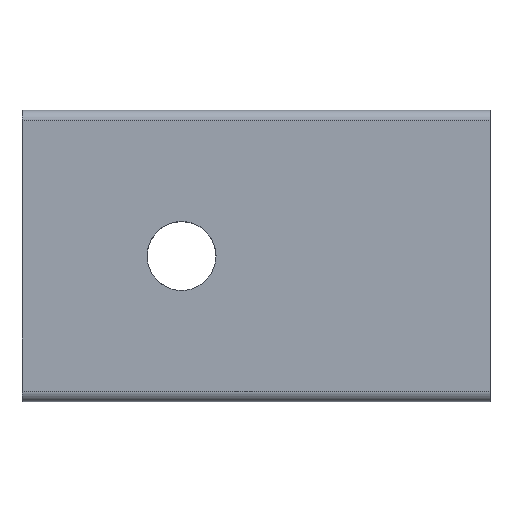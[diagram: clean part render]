
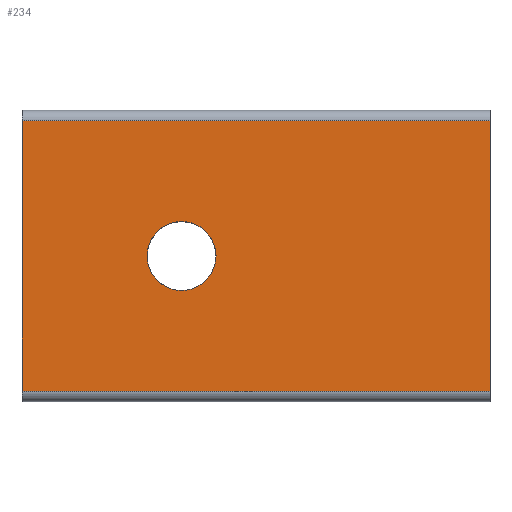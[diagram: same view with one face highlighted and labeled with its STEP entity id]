
A CAD part, top view. The second image highlights one B-rep face of the part: STEP entity #234.
In plain terms, the highlighted planar face has unit normal (0, 0, 1).
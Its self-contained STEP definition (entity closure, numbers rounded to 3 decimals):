
#15=FACE_BOUND('',#72,.T.);
#16=PLANE('',#272);
#26=LINE('',#440,#41);
#27=LINE('',#442,#42);
#28=LINE('',#444,#43);
#29=LINE('',#445,#44);
#41=VECTOR('',#316,1000.);
#42=VECTOR('',#317,1000.);
#43=VECTOR('',#318,1000.);
#44=VECTOR('',#319,1000.);
#59=FACE_OUTER_BOUND('',#71,.T.);
#71=EDGE_LOOP('',(#176,#177,#178,#179));
#72=EDGE_LOOP('',(#180));
#92=CIRCLE('',#273,1.621);
#114=VERTEX_POINT('',#438);
#115=VERTEX_POINT('',#439);
#116=VERTEX_POINT('',#441);
#117=VERTEX_POINT('',#443);
#118=VERTEX_POINT('',#446);
#139=EDGE_CURVE('',#114,#115,#26,.T.);
#140=EDGE_CURVE('',#116,#115,#27,.T.);
#141=EDGE_CURVE('',#117,#116,#28,.T.);
#142=EDGE_CURVE('',#117,#114,#29,.T.);
#143=EDGE_CURVE('',#118,#118,#92,.T.);
#176=ORIENTED_EDGE('',*,*,#139,.T.);
#177=ORIENTED_EDGE('',*,*,#140,.F.);
#178=ORIENTED_EDGE('',*,*,#141,.F.);
#179=ORIENTED_EDGE('',*,*,#142,.T.);
#180=ORIENTED_EDGE('',*,*,#143,.F.);
#234=ADVANCED_FACE('',(#59,#15),#16,.F.);
#272=AXIS2_PLACEMENT_3D('',#437,#314,#315);
#273=AXIS2_PLACEMENT_3D('',#447,#320,#321);
#314=DIRECTION('center_axis',(0.,0.,-1.));
#315=DIRECTION('ref_axis',(-1.,0.,0.));
#316=DIRECTION('',(0.,-1.,0.));
#317=DIRECTION('',(-1.,0.,0.));
#318=DIRECTION('',(0.,-1.,0.));
#319=DIRECTION('',(-1.,0.,0.));
#320=DIRECTION('center_axis',(0.,0.,1.));
#321=DIRECTION('ref_axis',(1.,0.,0.));
#437=CARTESIAN_POINT('Origin',(14.5,6.347,0.));
#438=CARTESIAN_POINT('',(-7.5,6.347,0.));
#439=CARTESIAN_POINT('',(-7.5,-6.347,0.));
#440=CARTESIAN_POINT('',(-7.5,6.347,0.));
#441=CARTESIAN_POINT('',(14.5,-6.347,0.));
#442=CARTESIAN_POINT('',(14.5,-6.347,0.));
#443=CARTESIAN_POINT('',(14.5,6.347,0.));
#444=CARTESIAN_POINT('',(14.5,6.347,0.));
#445=CARTESIAN_POINT('',(14.5,6.347,0.));
#446=CARTESIAN_POINT('',(-1.621,0.,0.));
#447=CARTESIAN_POINT('Origin',(0.,0.,0.));
